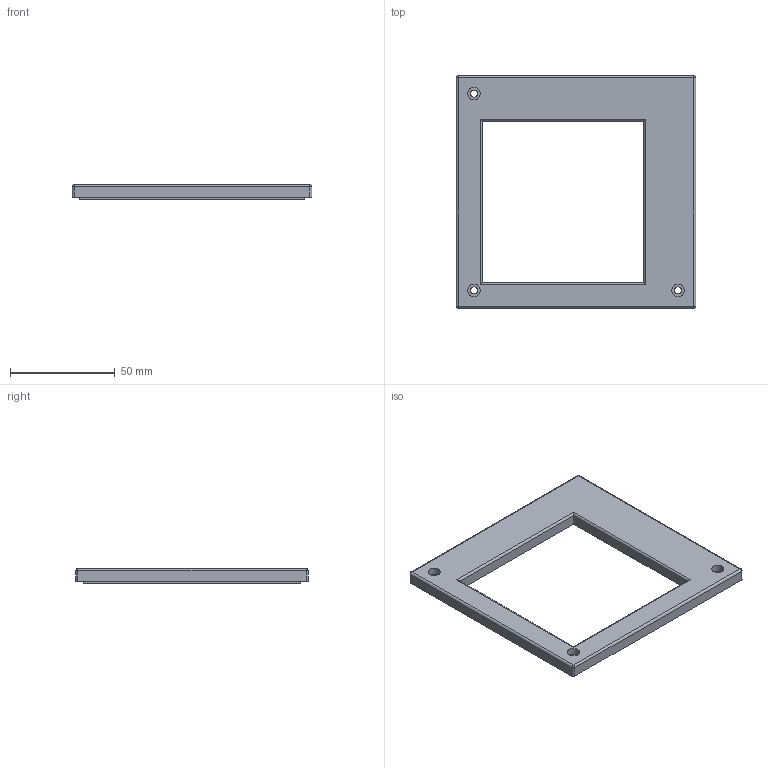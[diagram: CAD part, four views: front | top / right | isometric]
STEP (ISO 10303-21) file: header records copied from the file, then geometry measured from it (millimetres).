
FILE_DESCRIPTION(('FreeCAD Model'),'2;1');
FILE_NAME('Open CASCADE Shape Model','2025-02-13T20:24:09',(''),(''), 'Open CASCADE STEP processor 7.8','FreeCAD','Unknown');
FILE_SCHEMA(('AUTOMOTIVE_DESIGN { 1 0 10303 214 1 1 1 1 }'));
Length unit declared in the file: millimetre
Products named in the file (1): Body001
Bounding box: 114.5 x 111 x 7 mm (x, y, z)
Volume: 40642.7 mm3; surface area: 18790.3 mm2
Topology: 1 solids, 1 shells, 45 faces, 102 edges, 60 vertices
Faces by surface type: plane 23, cylinder 18, sphere 4
Full cylindrical faces by diameter (mm): 3.4 x3, 6 x3
Entity records: 1254 total; most frequent: DIRECTION 222, CARTESIAN_POINT 204, ORIENTED_EDGE 196, EDGE_CURVE 98, AXIS2_PLACEMENT_3D 78, LINE 66, VECTOR 66, VERTEX_POINT 60
